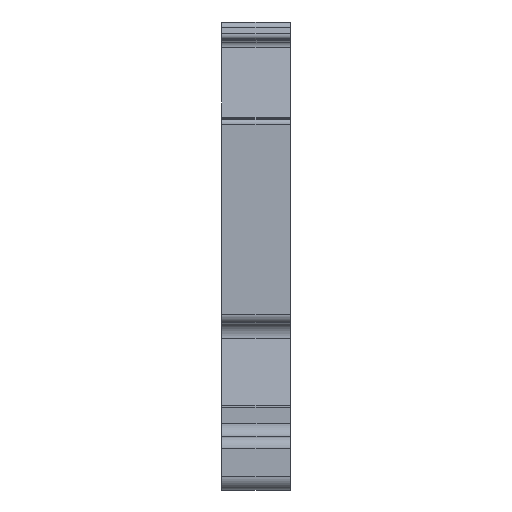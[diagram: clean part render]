
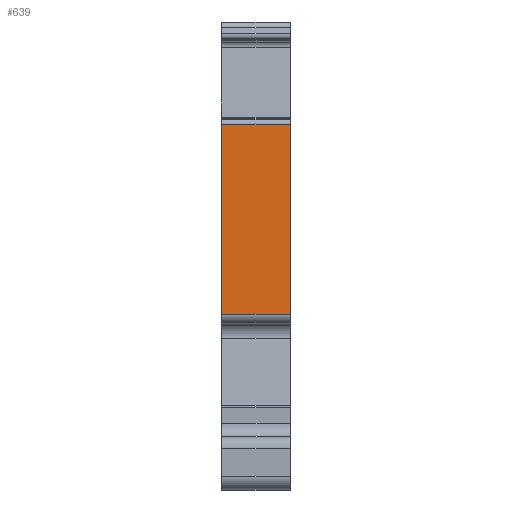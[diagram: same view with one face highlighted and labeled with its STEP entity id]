
A CAD part, left-side view. The second image highlights one B-rep face of the part: STEP entity #639.
In plain terms, the highlighted planar face has unit normal (-1, 0, 0).
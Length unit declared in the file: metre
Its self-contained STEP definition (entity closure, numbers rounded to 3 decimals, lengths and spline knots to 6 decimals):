
#639 = ADVANCED_FACE( 'NONE', ( #1324 ), #1325, .T. );
#1324 = FACE_OUTER_BOUND( '', #2049, .T. );
#1325 = PLANE( '', #2050 );
#2049 = EDGE_LOOP( '', ( #4023, #4024, #4025, #4026 ) );
#2050 = AXIS2_PLACEMENT_3D( '', #4027, #4028, #4029 );
#4023 = ORIENTED_EDGE( '', *, *, #4760, .F. );
#4024 = ORIENTED_EDGE( '', *, *, #4553, .F. );
#4025 = ORIENTED_EDGE( '', *, *, #4867, .T. );
#4026 = ORIENTED_EDGE( '', *, *, #5004, .T. );
#4027 = CARTESIAN_POINT( '', ( -0.0244, 0.00515, 0.0115 ) );
#4028 = DIRECTION( '', ( -1., 0., 0. ) );
#4029 = DIRECTION( '', ( 0., 1., 0. ) );
#4553 = EDGE_CURVE( 'NONE', #5525, #5521, #5527, .T. );
#4760 = EDGE_CURVE( 'NONE', #5521, #5890, #5891, .T. );
#4867 = EDGE_CURVE( 'NONE', #5525, #6081, #6083, .T. );
#5004 = EDGE_CURVE( 'NONE', #6081, #5890, #6291, .T. );
#5521 = VERTEX_POINT( 'NONE', #6927 );
#5525 = VERTEX_POINT( 'NONE', #6932 );
#5527 = LINE( '', #6934, #6935 );
#5890 = VERTEX_POINT( 'NONE', #7422 );
#5891 = LINE( '', #7423, #7424 );
#6081 = VERTEX_POINT( 'NONE', #7673 );
#6083 = LINE( '', #7675, #7676 );
#6291 = LINE( '', #7955, #7956 );
#6927 = CARTESIAN_POINT( '', ( -0.0244, 0., 0.0115 ) );
#6932 = CARTESIAN_POINT( '', ( -0.0244, 0.00515, 0.0115 ) );
#6934 = CARTESIAN_POINT( '', ( -0.0244, 0.00515, 0.0115 ) );
#6935 = VECTOR( '', #8682, 1. );
#7422 = CARTESIAN_POINT( '', ( -0.0244, 0., -0.00285 ) );
#7423 = CARTESIAN_POINT( '', ( -0.0244, 0., 0.0191 ) );
#7424 = VECTOR( '', #8963, 1. );
#7673 = CARTESIAN_POINT( '', ( -0.0244, 0.00515, -0.00285 ) );
#7675 = CARTESIAN_POINT( '', ( -0.0244, 0.00515, 0.0115 ) );
#7676 = VECTOR( '', #9146, 1. );
#7955 = CARTESIAN_POINT( '', ( -0.0244, 0.00515, -0.00285 ) );
#7956 = VECTOR( '', #9323, 1. );
#8682 = DIRECTION( '', ( 0., -1., 0. ) );
#8963 = DIRECTION( '', ( 0., 0., -1. ) );
#9146 = DIRECTION( '', ( 0., 0., -1. ) );
#9323 = DIRECTION( '', ( 0., -1., 0. ) );
